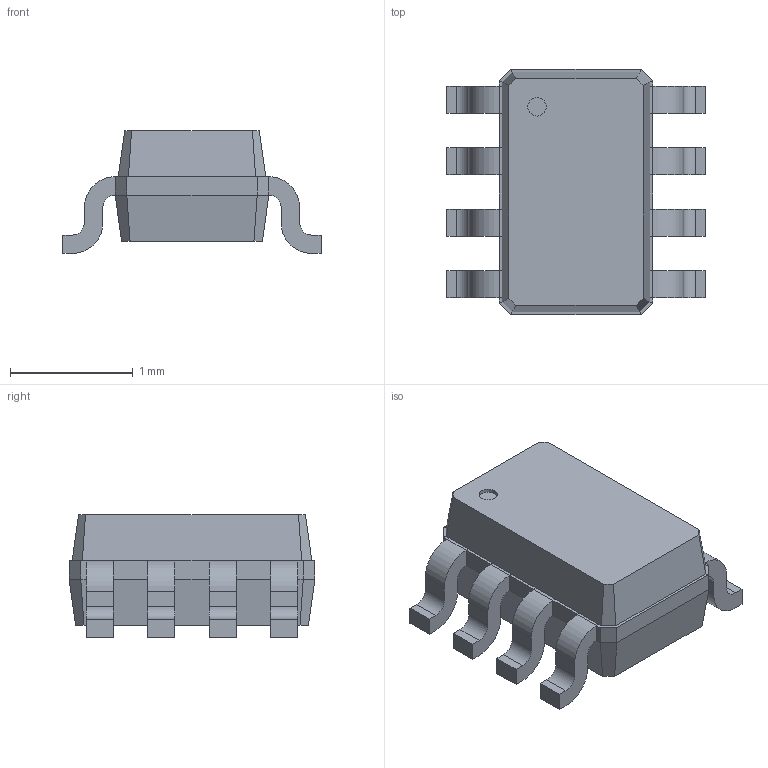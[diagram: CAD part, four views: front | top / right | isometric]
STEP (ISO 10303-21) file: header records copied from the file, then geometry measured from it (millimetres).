
FILE_DESCRIPTION(/* description */ ('model of SC-70-8'),/* implementation_level */ '2;1');
FILE_NAME(/* name */ 'SC-70-8.step',/* time_stamp */ '2017-03-24T14:00:08',/* author */ ('kicad StepUp','ksu'),/* organization */ ('FreeCAD'),/* preprocessor_version */ 'OCC',/* originating_system */ 'kicad StepUp',/* authorisation */ '');
FILE_SCHEMA(('AUTOMOTIVE_DESIGN_CC2 { 1 2 10303 214 -1 1 5 4 }'));
Length unit declared in the file: millimetre
Products named in the file (1): SC-70-8
Bounding box: 2.1 x 2 x 1 mm (x, y, z)
Volume: 2.3 mm3; surface area: 14.3 mm2
Topology: 1 solids, 1 shells, 148 faces, 363 edges, 218 vertices
Faces by surface type: plane 83, cylinder 33, bspline 32
Full cylindrical faces by diameter (mm): 0.15 x1
Entity records: 5255 total; most frequent: CARTESIAN_POINT 858, ORIENTED_EDGE 726, DIRECTION 631, EDGE_CURVE 363, LINE 265, VECTOR 265, VERTEX_POINT 218, AXIS2_PLACEMENT_3D 183
